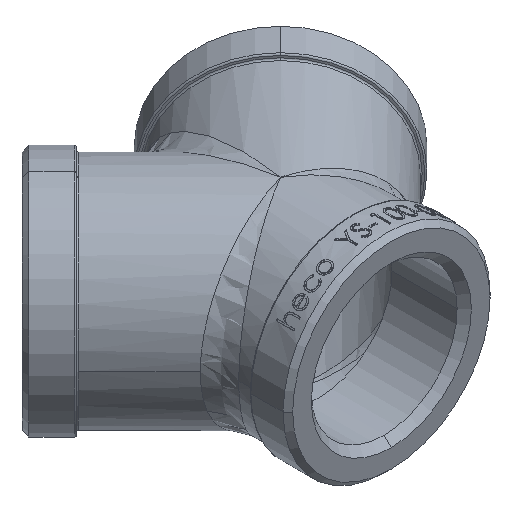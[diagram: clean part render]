
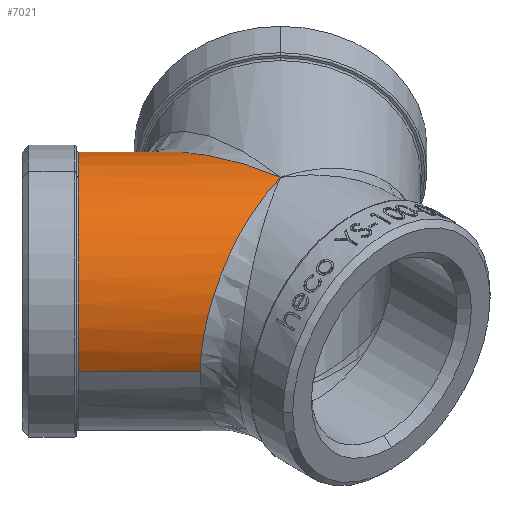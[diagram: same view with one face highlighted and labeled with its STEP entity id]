
A CAD part, isometric view. The second image highlights one B-rep face of the part: STEP entity #7021.
In plain terms, the highlighted cylindrical face has radius 20.5 mm (diameter 41 mm), a partial arc.
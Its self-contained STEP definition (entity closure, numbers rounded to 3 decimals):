
#71 = CARTESIAN_POINT ( 'NONE',  ( -6.004, 6.004, 0. ) ) ;
#197 = CYLINDRICAL_SURFACE ( 'NONE', #9744, 20.5 ) ;
#380 = B_SPLINE_CURVE_WITH_KNOTS ( 'NONE', 3,
 ( #1661, #7816, #26382, #20308, #8092, #26207, #18409 ),
 .UNSPECIFIED., .F., .F.,
 ( 4, 1, 1, 1, 4 ),
 ( 0., 0.143, 0.286, 0.429, 0.5 ),
 .UNSPECIFIED. ) ;
#603 = EDGE_CURVE ( 'NONE', #20161, #11740, #380, .T. ) ;
#780 = DIRECTION ( 'NONE',  ( -0.707, -0.707, 0. ) ) ;
#1038 = CIRCLE ( 'NONE', #14159, 20.5 ) ;
#1458 = CARTESIAN_POINT ( 'NONE',  ( -5.515, 33.777, 5.086 ) ) ;
#1543 = CARTESIAN_POINT ( 'NONE',  ( -4.234, 25.935, 14.199 ) ) ;
#1661 = CARTESIAN_POINT ( 'NONE',  ( 0., 0., 20.5 ) ) ;
#2441 = VECTOR ( 'NONE', #12962, 1000. ) ;
#3337 = CARTESIAN_POINT ( 'NONE',  ( -22.843, -6.148, 0. ) ) ;
#3813 = VERTEX_POINT ( 'NONE', #25158 ) ;
#3964 = B_SPLINE_CURVE_WITH_KNOTS ( 'NONE', 3,
 ( #13736, #7541, #15621, #1458, #25938, #1543, #21973, #15868, #11825 ),
 .UNSPECIFIED., .F., .F.,
 ( 4, 1, 1, 1, 1, 1, 4 ),
 ( 0.5, 0.524, 0.571, 0.643, 0.714, 0.857, 1. ),
 .UNSPECIFIED. ) ;
#4168 = EDGE_LOOP ( 'NONE', ( #13081, #23365, #15771, #16608, #17229, #19227 ) ) ;
#4359 = EDGE_CURVE ( 'NONE', #3813, #20161, #3964, .T. ) ;
#4928 = CARTESIAN_POINT ( 'NONE',  ( -20.5, -8.491, 0. ) ) ;
#5065 = EDGE_CURVE ( 'NONE', #20922, #3813, #15905, .T. ) ;
#5097 = VERTEX_POINT ( 'NONE', #12874 ) ;
#7021 = ADVANCED_FACE ( 'NONE', ( #17185 ), #197, .T. ) ;
#7360 = CARTESIAN_POINT ( 'NONE',  ( -21.001, 21.001, 20.5 ) ) ;
#7405 = DIRECTION ( 'NONE',  ( -0.707, -0.707, 0. ) ) ;
#7541 = CARTESIAN_POINT ( 'NONE',  ( -5.657, 34.648, 0.511 ) ) ;
#7717 = CARTESIAN_POINT ( 'NONE',  ( 0., 0., 20.5 ) ) ;
#7816 = CARTESIAN_POINT ( 'NONE',  ( -3.417, -0.92, 20.5 ) ) ;
#8092 = CARTESIAN_POINT ( 'NONE',  ( -22.273, -5.995, 6.135 ) ) ;
#9387 = DIRECTION ( 'NONE',  ( -0.707, -0.707, 0. ) ) ;
#9744 = AXIS2_PLACEMENT_3D ( 'NONE', #71, #24803, #780 ) ;
#10644 = LINE ( 'NONE', #4928, #17405 ) ;
#11250 = CARTESIAN_POINT ( 'NONE',  ( -21.001, 21.001, 0. ) ) ;
#11291 = DIRECTION ( 'NONE',  ( -0.707, 0.707, 0. ) ) ;
#11715 = EDGE_CURVE ( 'NONE', #5097, #11771, #18432, .T. ) ;
#11740 = VERTEX_POINT ( 'NONE', #3337 ) ;
#11771 = VERTEX_POINT ( 'NONE', #7360 ) ;
#11825 = CARTESIAN_POINT ( 'NONE',  ( 0., 0., 20.5 ) ) ;
#12874 = CARTESIAN_POINT ( 'NONE',  ( -35.497, 6.505, 0. ) ) ;
#12962 = DIRECTION ( 'NONE',  ( 0.707, -0.707, 0. ) ) ;
#13081 = ORIENTED_EDGE ( 'NONE', *, *, #5065, .F. ) ;
#13638 = EDGE_CURVE ( 'NONE', #5097, #11740, #10644, .T. ) ;
#13736 = CARTESIAN_POINT ( 'NONE',  ( -5.657, 34.648, 0. ) ) ;
#14159 = AXIS2_PLACEMENT_3D ( 'NONE', #11250, #25968, #7405 ) ;
#14516 = EDGE_CURVE ( 'NONE', #11771, #20922, #1038, .T. ) ;
#15144 = AXIS2_PLACEMENT_3D ( 'NONE', #21437, #11291, #9387 ) ;
#15621 = CARTESIAN_POINT ( 'NONE',  ( -5.641, 34.552, 2.045 ) ) ;
#15771 = ORIENTED_EDGE ( 'NONE', *, *, #11715, .F. ) ;
#15868 = CARTESIAN_POINT ( 'NONE',  ( -0.846, 5.183, 20.5 ) ) ;
#15905 = LINE ( 'NONE', #22837, #2441 ) ;
#16608 = ORIENTED_EDGE ( 'NONE', *, *, #13638, .T. ) ;
#17185 = FACE_OUTER_BOUND ( 'NONE', #4168, .T. ) ;
#17229 = ORIENTED_EDGE ( 'NONE', *, *, #603, .F. ) ;
#17405 = VECTOR ( 'NONE', #19358, 1000. ) ;
#18409 = CARTESIAN_POINT ( 'NONE',  ( -22.843, -6.148, 0. ) ) ;
#18432 = CIRCLE ( 'NONE', #15144, 20.5 ) ;
#19227 = ORIENTED_EDGE ( 'NONE', *, *, #4359, .F. ) ;
#19358 = DIRECTION ( 'NONE',  ( 0.707, -0.707, 0. ) ) ;
#20161 = VERTEX_POINT ( 'NONE', #7717 ) ;
#20308 = CARTESIAN_POINT ( 'NONE',  ( -18.469, -4.971, 13.218 ) ) ;
#20922 = VERTEX_POINT ( 'NONE', #23577 ) ;
#21437 = CARTESIAN_POINT ( 'NONE',  ( -21.001, 21.001, 0. ) ) ;
#21973 = CARTESIAN_POINT ( 'NONE',  ( -2.538, 15.548, 19.102 ) ) ;
#22837 = CARTESIAN_POINT ( 'NONE',  ( 8.491, 20.5, 0. ) ) ;
#23365 = ORIENTED_EDGE ( 'NONE', *, *, #14516, .F. ) ;
#23577 = CARTESIAN_POINT ( 'NONE',  ( -6.505, 35.497, 0. ) ) ;
#24803 = DIRECTION ( 'NONE',  ( 0.707, -0.707, 0. ) ) ;
#25158 = CARTESIAN_POINT ( 'NONE',  ( -5.657, 34.648, 0. ) ) ;
#25938 = CARTESIAN_POINT ( 'NONE',  ( -5.139, 31.479, 8.969 ) ) ;
#25968 = DIRECTION ( 'NONE',  ( -0.707, 0.707, 0. ) ) ;
#26207 = CARTESIAN_POINT ( 'NONE',  ( -22.842, -6.148, 1.534 ) ) ;
#26382 = CARTESIAN_POINT ( 'NONE',  ( -10.251, -2.759, 19.103 ) ) ;
